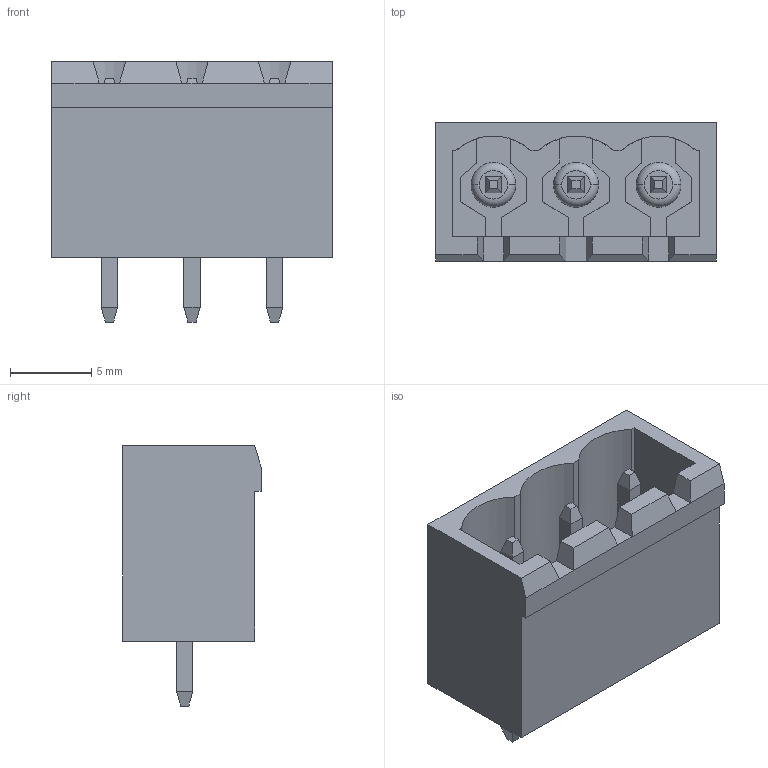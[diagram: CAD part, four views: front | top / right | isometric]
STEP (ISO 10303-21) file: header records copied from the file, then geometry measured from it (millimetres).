
FILE_DESCRIPTION(('STEP AP242'),'1');
FILE_NAME('691311500103.stp','2022-03-08T00:26:32',('TraceParts'),('TraceParts S.A.'),'Spatial InterOp 3D',' ',' ');
FILE_SCHEMA(('AP242_MANAGED_MODEL_BASED_3D_ENGINEERING_MIM_LF {1 0 10303 442 1 1 4}'));
Length unit declared in the file: millimetre
Products named in the file (1): 691311500103_1
Bounding box: 17.24 x 8.5 x 16 mm (x, y, z)
Volume: 800.4 mm3; surface area: 1748.4 mm2
Topology: 4 solids, 4 shells, 162 faces, 426 edges, 272 vertices
Faces by surface type: plane 147, cylinder 9, torus 6
Entity records: 6214 total; most frequent: CARTESIAN_POINT 864, ORIENTED_EDGE 852, DIRECTION 794, EDGE_CURVE 426, LINE 390, VECTOR 390, VERTEX_POINT 272, AXIS2_PLACEMENT_3D 202
